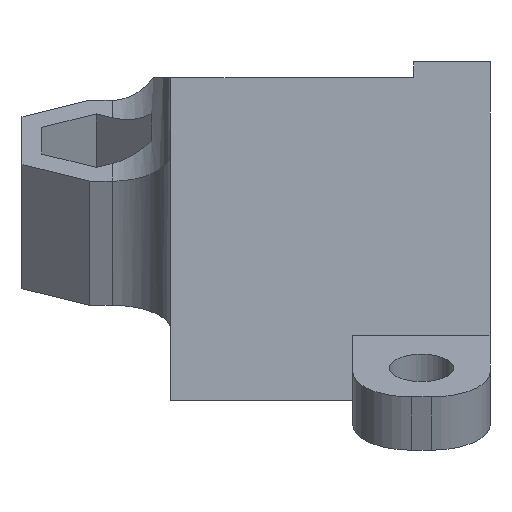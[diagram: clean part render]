
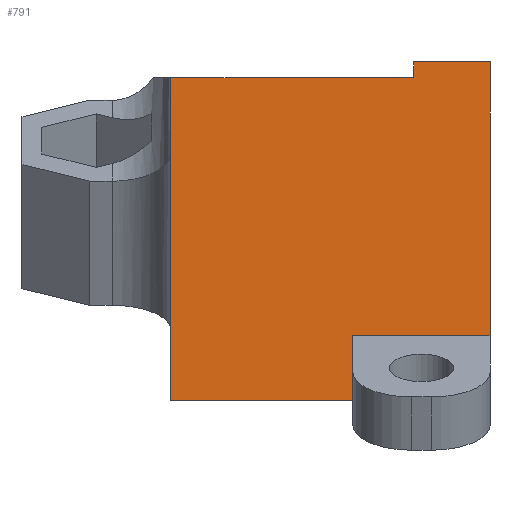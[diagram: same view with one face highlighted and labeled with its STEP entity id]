
A CAD part, front view. The second image highlights one B-rep face of the part: STEP entity #791.
In plain terms, the highlighted planar face has unit normal (0, -1, 0).
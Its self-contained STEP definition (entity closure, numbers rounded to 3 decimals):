
#84=FACE_OUTER_BOUND('',#132,.T.);
#132=EDGE_LOOP('',(#708,#709,#710,#711,#712,#713,#714,#715));
#150=LINE('',#1106,#243);
#161=LINE('',#1144,#254);
#208=LINE('',#1242,#301);
#218=LINE('',#1264,#311);
#221=LINE('',#1273,#314);
#223=LINE('',#1278,#316);
#224=LINE('',#1282,#317);
#226=LINE('',#1285,#319);
#243=VECTOR('',#887,10.);
#254=VECTOR('',#920,10.);
#301=VECTOR('',#1011,10.);
#311=VECTOR('',#1035,10.);
#314=VECTOR('',#1046,10.);
#316=VECTOR('',#1052,10.);
#317=VECTOR('',#1057,10.);
#319=VECTOR('',#1061,10.);
#337=VERTEX_POINT('',#1103);
#338=VERTEX_POINT('',#1105);
#354=VERTEX_POINT('',#1143);
#383=VERTEX_POINT('',#1241);
#387=VERTEX_POINT('',#1261);
#388=VERTEX_POINT('',#1263);
#391=VERTEX_POINT('',#1276);
#392=VERTEX_POINT('',#1281);
#412=EDGE_CURVE('',#338,#337,#150,.T.);
#431=EDGE_CURVE('',#354,#338,#161,.T.);
#480=EDGE_CURVE('',#383,#354,#208,.T.);
#491=EDGE_CURVE('',#388,#387,#218,.T.);
#496=EDGE_CURVE('',#337,#388,#221,.T.);
#498=EDGE_CURVE('',#387,#391,#223,.T.);
#499=EDGE_CURVE('',#383,#392,#224,.T.);
#501=EDGE_CURVE('',#392,#391,#226,.T.);
#708=ORIENTED_EDGE('',*,*,#491,.T.);
#709=ORIENTED_EDGE('',*,*,#498,.T.);
#710=ORIENTED_EDGE('',*,*,#501,.F.);
#711=ORIENTED_EDGE('',*,*,#499,.F.);
#712=ORIENTED_EDGE('',*,*,#480,.T.);
#713=ORIENTED_EDGE('',*,*,#431,.T.);
#714=ORIENTED_EDGE('',*,*,#412,.T.);
#715=ORIENTED_EDGE('',*,*,#496,.T.);
#751=PLANE('',#855);
#791=ADVANCED_FACE('',(#84),#751,.T.);
#855=AXIS2_PLACEMENT_3D('',#1284,#1059,#1060);
#887=DIRECTION('',(1.,0.,0.));
#920=DIRECTION('',(0.,0.,-1.));
#1011=DIRECTION('',(-1.,0.,0.));
#1035=DIRECTION('',(1.,0.,0.));
#1046=DIRECTION('',(0.,0.,1.));
#1052=DIRECTION('',(0.,0.,1.));
#1057=DIRECTION('',(0.,0.,1.));
#1059=DIRECTION('center_axis',(0.,-1.,0.));
#1060=DIRECTION('ref_axis',(1.,0.,0.));
#1061=DIRECTION('',(1.,0.,0.));
#1103=CARTESIAN_POINT('',(-3.1,0.,-16.495));
#1105=CARTESIAN_POINT('',(-12.4,0.,-16.495));
#1106=CARTESIAN_POINT('',(-12.4,0.,-16.495));
#1143=CARTESIAN_POINT('',(-12.4,0.,0.));
#1144=CARTESIAN_POINT('',(-12.4,0.,0.));
#1241=CARTESIAN_POINT('',(0.,0.,0.));
#1242=CARTESIAN_POINT('',(3.9,0.,0.));
#1261=CARTESIAN_POINT('',(3.9,0.,-13.184));
#1263=CARTESIAN_POINT('',(-3.1,0.,-13.184));
#1264=CARTESIAN_POINT('',(0.2,0.,-13.184));
#1273=CARTESIAN_POINT('',(-3.1,0.,-7.93));
#1276=CARTESIAN_POINT('',(3.9,0.,0.8));
#1278=CARTESIAN_POINT('',(3.9,0.,0.));
#1281=CARTESIAN_POINT('',(0.,0.,0.8));
#1282=CARTESIAN_POINT('',(0.,0.,0.));
#1284=CARTESIAN_POINT('Origin',(0.,0.,0.));
#1285=CARTESIAN_POINT('',(0.,0.,0.8));
